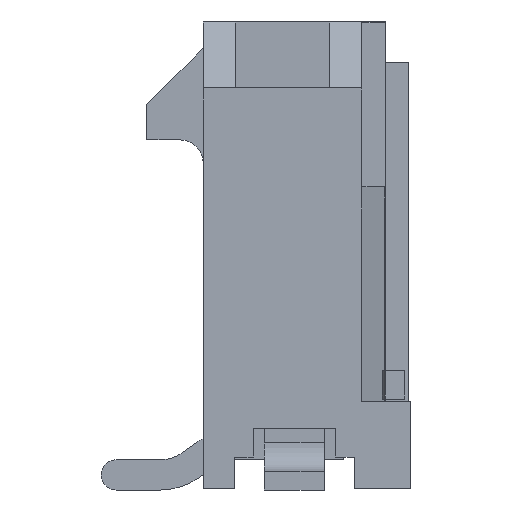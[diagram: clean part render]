
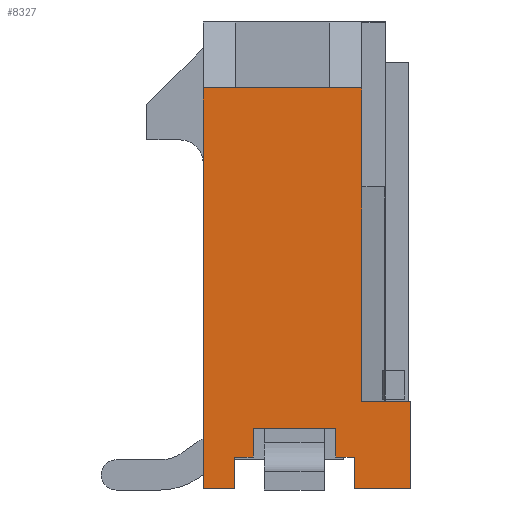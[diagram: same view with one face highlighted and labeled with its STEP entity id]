
A CAD part, left-side view. The second image highlights one B-rep face of the part: STEP entity #8327.
In plain terms, the highlighted planar face has unit normal (-1, 0, 0).
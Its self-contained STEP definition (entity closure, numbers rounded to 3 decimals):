
#1008=DIRECTION('',(0.,0.,-1.));
#1009=VECTOR('',#1008,2.1);
#1010=CARTESIAN_POINT('',(-13.82,-1.43,3.55));
#1011=LINE('',#1010,#1009);
#1012=DIRECTION('',(0.,0.,1.));
#1013=VECTOR('',#1012,4.55);
#1014=CARTESIAN_POINT('',(-13.82,-1.43,-3.1));
#1015=LINE('',#1014,#1013);
#1016=DIRECTION('',(0.,0.,-1.));
#1017=VECTOR('',#1016,1.85);
#1018=CARTESIAN_POINT('',(-13.82,-2.47,-3.1));
#1019=LINE('',#1018,#1017);
#1020=DIRECTION('',(0.,1.,0.));
#1021=VECTOR('',#1020,1.2);
#1022=CARTESIAN_POINT('',(-13.82,-2.47,-4.95));
#1023=LINE('',#1022,#1021);
#1024=DIRECTION('',(0.,0.,1.));
#1025=VECTOR('',#1024,0.67);
#1026=CARTESIAN_POINT('',(-13.82,-1.27,-4.95));
#1027=LINE('',#1026,#1025);
#1028=DIRECTION('',(0.,1.,0.));
#1029=VECTOR('',#1028,0.395);
#1030=CARTESIAN_POINT('',(-13.82,-1.27,-4.28));
#1031=LINE('',#1030,#1029);
#1032=DIRECTION('',(0.,0.,-1.));
#1033=VECTOR('',#1032,0.6);
#1034=CARTESIAN_POINT('',(-13.82,-0.875,-3.68));
#1035=LINE('',#1034,#1033);
#1036=DIRECTION('',(0.,-1.,0.));
#1037=VECTOR('',#1036,1.75);
#1038=CARTESIAN_POINT('',(-13.82,0.875,-3.68));
#1039=LINE('',#1038,#1037);
#1040=DIRECTION('',(0.,0.,-1.));
#1041=VECTOR('',#1040,0.6);
#1042=CARTESIAN_POINT('',(-13.82,0.875,-3.68));
#1043=LINE('',#1042,#1041);
#1044=DIRECTION('',(0.,1.,0.));
#1045=VECTOR('',#1044,0.395);
#1046=CARTESIAN_POINT('',(-13.82,0.875,-4.28));
#1047=LINE('',#1046,#1045);
#1048=DIRECTION('',(0.,0.,-1.));
#1049=VECTOR('',#1048,0.67);
#1050=CARTESIAN_POINT('',(-13.82,1.27,-4.28));
#1051=LINE('',#1050,#1049);
#1052=DIRECTION('',(0.,1.,0.));
#1053=VECTOR('',#1052,0.66);
#1054=CARTESIAN_POINT('',(-13.82,1.27,-4.95));
#1055=LINE('',#1054,#1053);
#1056=DIRECTION('',(0.,0.,1.));
#1057=VECTOR('',#1056,8.5);
#1058=CARTESIAN_POINT('',(-13.82,1.93,-4.95));
#1059=LINE('',#1058,#1057);
#1060=DIRECTION('',(0.,1.,0.));
#1061=VECTOR('',#1060,0.68);
#1062=CARTESIAN_POINT('',(-13.82,1.25,3.55));
#1063=LINE('',#1062,#1061);
#1064=DIRECTION('',(0.,1.,0.));
#1065=VECTOR('',#1064,2.);
#1066=CARTESIAN_POINT('',(-13.82,-0.75,3.55));
#1067=LINE('',#1066,#1065);
#1068=DIRECTION('',(0.,1.,0.));
#1069=VECTOR('',#1068,0.68);
#1070=CARTESIAN_POINT('',(-13.82,-1.43,3.55));
#1071=LINE('',#1070,#1069);
#1900=DIRECTION('',(0.,1.,0.));
#1901=VECTOR('',#1900,1.04);
#1902=CARTESIAN_POINT('',(-13.82,-2.47,-3.1));
#1903=LINE('',#1902,#1901);
#5553=CARTESIAN_POINT('',(-13.82,-2.47,-3.1));
#5554=CARTESIAN_POINT('',(-13.82,-2.47,-4.95));
#5555=VERTEX_POINT('',#5553);
#5556=VERTEX_POINT('',#5554);
#5557=CARTESIAN_POINT('',(-13.82,-1.27,-4.95));
#5558=VERTEX_POINT('',#5557);
#5565=CARTESIAN_POINT('',(-13.82,-1.27,-4.28));
#5566=VERTEX_POINT('',#5565);
#5567=CARTESIAN_POINT('',(-13.82,1.27,-4.28));
#5568=CARTESIAN_POINT('',(-13.82,1.27,-4.95));
#5569=VERTEX_POINT('',#5567);
#5570=VERTEX_POINT('',#5568);
#5571=CARTESIAN_POINT('',(-13.82,1.93,-4.95));
#5572=VERTEX_POINT('',#5571);
#5597=CARTESIAN_POINT('',(-13.82,-0.75,3.55));
#5598=CARTESIAN_POINT('',(-13.82,1.25,3.55));
#5599=VERTEX_POINT('',#5597);
#5600=VERTEX_POINT('',#5598);
#5651=CARTESIAN_POINT('',(-13.82,-0.875,-4.28));
#5653=VERTEX_POINT('',#5651);
#5655=CARTESIAN_POINT('',(-13.82,0.875,-4.28));
#5657=VERTEX_POINT('',#5655);
#5693=CARTESIAN_POINT('',(-13.82,0.875,-3.68));
#5695=VERTEX_POINT('',#5693);
#5877=CARTESIAN_POINT('',(-13.82,1.93,3.55));
#5879=VERTEX_POINT('',#5877);
#5889=CARTESIAN_POINT('',(-13.82,-0.875,-3.68));
#5890=VERTEX_POINT('',#5889);
#5917=CARTESIAN_POINT('',(-13.82,-1.43,-3.1));
#5918=VERTEX_POINT('',#5917);
#7125=CARTESIAN_POINT('',(-13.82,-1.43,3.55));
#7126=CARTESIAN_POINT('',(-13.82,-1.43,1.45));
#7127=VERTEX_POINT('',#7125);
#7128=VERTEX_POINT('',#7126);
#8289=CARTESIAN_POINT('',(-13.82,0.,0.));
#8290=DIRECTION('',(1.,0.,0.));
#8291=DIRECTION('',(0.,0.,-1.));
#8292=AXIS2_PLACEMENT_3D('',#8289,#8290,#8291);
#8293=PLANE('',#8292);
#8294=ORIENTED_EDGE('',*,*,#8240,.T.);
#8296=ORIENTED_EDGE('',*,*,#8295,.F.);
#8298=ORIENTED_EDGE('',*,*,#8297,.F.);
#8300=ORIENTED_EDGE('',*,*,#8299,.T.);
#8302=ORIENTED_EDGE('',*,*,#8301,.T.);
#8304=ORIENTED_EDGE('',*,*,#8303,.T.);
#8306=ORIENTED_EDGE('',*,*,#8305,.T.);
#8308=ORIENTED_EDGE('',*,*,#8307,.F.);
#8310=ORIENTED_EDGE('',*,*,#8309,.F.);
#8312=ORIENTED_EDGE('',*,*,#8311,.T.);
#8314=ORIENTED_EDGE('',*,*,#8313,.T.);
#8315=ORIENTED_EDGE('',*,*,#7836,.T.);
#8317=ORIENTED_EDGE('',*,*,#8316,.T.);
#8318=ORIENTED_EDGE('',*,*,#7495,.T.);
#8320=ORIENTED_EDGE('',*,*,#8319,.F.);
#8322=ORIENTED_EDGE('',*,*,#8321,.F.);
#8324=ORIENTED_EDGE('',*,*,#8323,.F.);
#8325=EDGE_LOOP('',(#8294,#8296,#8298,#8300,#8302,#8304,#8306,#8308,#8310,#8312,
#8314,#8315,#8317,#8318,#8320,#8322,#8324));
#8326=FACE_OUTER_BOUND('',#8325,.F.);
#8327=ADVANCED_FACE('',(#8326),#8293,.F.);
#7495=EDGE_CURVE('',#5572,#5879,#1059,.T.);
#7836=EDGE_CURVE('',#5569,#5570,#1051,.T.);
#8240=EDGE_CURVE('',#7127,#7128,#1011,.T.);
#8295=EDGE_CURVE('',#5918,#7128,#1015,.T.);
#8297=EDGE_CURVE('',#5555,#5918,#1903,.T.);
#8299=EDGE_CURVE('',#5555,#5556,#1019,.T.);
#8301=EDGE_CURVE('',#5556,#5558,#1023,.T.);
#8303=EDGE_CURVE('',#5558,#5566,#1027,.T.);
#8305=EDGE_CURVE('',#5566,#5653,#1031,.T.);
#8307=EDGE_CURVE('',#5890,#5653,#1035,.T.);
#8309=EDGE_CURVE('',#5695,#5890,#1039,.T.);
#8311=EDGE_CURVE('',#5695,#5657,#1043,.T.);
#8313=EDGE_CURVE('',#5657,#5569,#1047,.T.);
#8316=EDGE_CURVE('',#5570,#5572,#1055,.T.);
#8319=EDGE_CURVE('',#5600,#5879,#1063,.T.);
#8321=EDGE_CURVE('',#5599,#5600,#1067,.T.);
#8323=EDGE_CURVE('',#7127,#5599,#1071,.T.);
